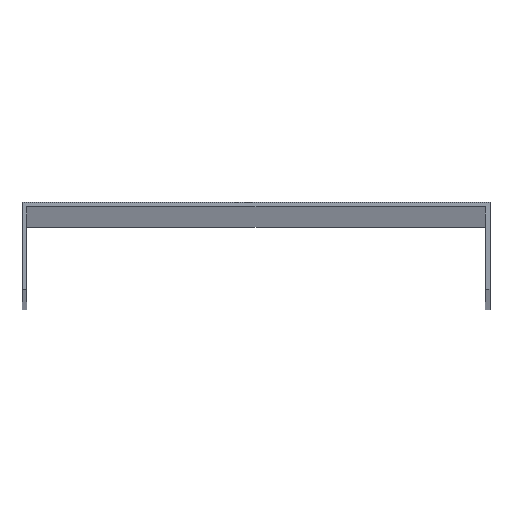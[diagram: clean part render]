
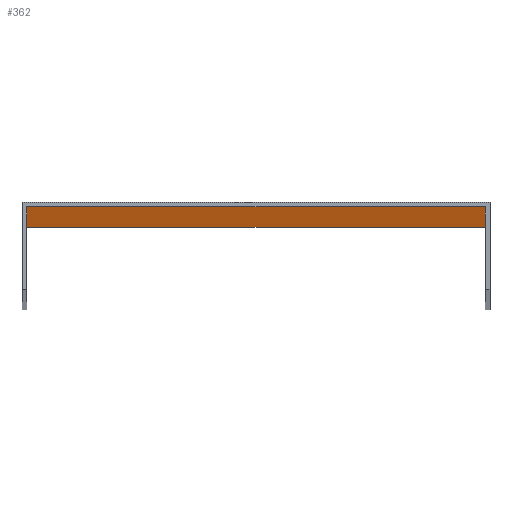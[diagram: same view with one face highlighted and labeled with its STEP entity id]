
A CAD part, top view. The second image highlights one B-rep face of the part: STEP entity #362.
In plain terms, the highlighted planar face has unit normal (0, -1, 0).
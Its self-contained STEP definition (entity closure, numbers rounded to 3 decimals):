
#103=DIRECTION('',(1.,0.,0.));
#104=VECTOR('',#103,79.);
#105=CARTESIAN_POINT('',(-39.5,0.,-1000.));
#106=LINE('',#105,#104);
#155=DIRECTION('',(0.,0.,1.));
#156=VECTOR('',#155,2000.);
#157=CARTESIAN_POINT('',(39.5,0.,-1000.));
#158=LINE('',#157,#156);
#159=DIRECTION('',(0.,0.,1.));
#160=VECTOR('',#159,2000.);
#161=CARTESIAN_POINT('',(-39.5,0.,-1000.));
#162=LINE('',#161,#160);
#191=DIRECTION('',(1.,0.,0.));
#192=VECTOR('',#191,79.);
#193=CARTESIAN_POINT('',(-39.5,0.,1000.));
#194=LINE('',#193,#192);
#196=CARTESIAN_POINT('',(-39.5,0.,-1000.));
#198=VERTEX_POINT('',#196);
#199=CARTESIAN_POINT('',(39.5,0.,-1000.));
#200=VERTEX_POINT('',#199);
#212=CARTESIAN_POINT('',(-39.5,0.,1000.));
#214=VERTEX_POINT('',#212);
#215=CARTESIAN_POINT('',(39.5,0.,1000.));
#216=VERTEX_POINT('',#215);
#350=CARTESIAN_POINT('',(-39.5,0.,-1000.));
#351=DIRECTION('',(0.,-1.,0.));
#352=DIRECTION('',(1.,0.,0.));
#353=AXIS2_PLACEMENT_3D('',#350,#351,#352);
#354=PLANE('',#353);
#355=ORIENTED_EDGE('',*,*,#234,.F.);
#356=ORIENTED_EDGE('',*,*,#261,.T.);
#358=ORIENTED_EDGE('',*,*,#357,.T.);
#359=ORIENTED_EDGE('',*,*,#342,.F.);
#360=EDGE_LOOP('',(#355,#356,#358,#359));
#361=FACE_OUTER_BOUND('',#360,.F.);
#234=EDGE_CURVE('',#198,#200,#106,.T.);
#261=EDGE_CURVE('',#198,#214,#162,.T.);
#342=EDGE_CURVE('',#200,#216,#158,.T.);
#357=EDGE_CURVE('',#214,#216,#194,.T.);
#362=ADVANCED_FACE('',(#361),#354,.T.);
